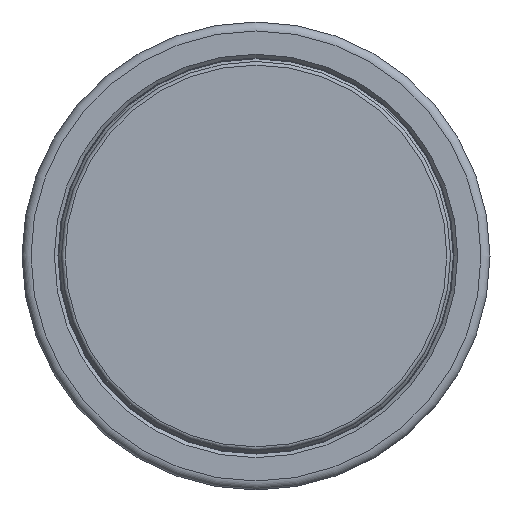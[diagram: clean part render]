
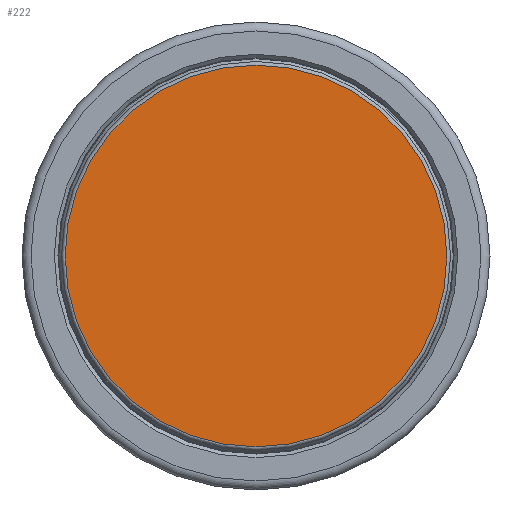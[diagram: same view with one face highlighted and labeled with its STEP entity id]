
A CAD part, top view. The second image highlights one B-rep face of the part: STEP entity #222.
In plain terms, the highlighted planar face has unit normal (0, 0, 1).
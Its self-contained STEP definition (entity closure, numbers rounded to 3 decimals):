
#222 = ADVANCED_FACE( '', ( #578 ), #579, .F. );
#578 = FACE_OUTER_BOUND( '', #1354, .T. );
#579 = PLANE( '', #1355 );
#1354 = EDGE_LOOP( '', ( #3755 ) );
#1355 = AXIS2_PLACEMENT_3D( '', #3756, #3757, #3758 );
#3755 = ORIENTED_EDGE( '', *, *, #4847, .T. );
#3756 = CARTESIAN_POINT( '', ( 10.8, 0., 90. ) );
#3757 = DIRECTION( '', ( 0., 0., -1. ) );
#3758 = DIRECTION( '', ( 1., 0., 0. ) );
#4847 = EDGE_CURVE( '', #5419, #5419, #5420, .F. );
#5419 = VERTEX_POINT( '', #7210 );
#5420 = CIRCLE( '', #7211, 10.6 );
#7210 = CARTESIAN_POINT( '', ( 10.6, 0., 90. ) );
#7211 = AXIS2_PLACEMENT_3D( '', #8607, #8608, #8609 );
#8607 = CARTESIAN_POINT( '', ( 0., 0., 90. ) );
#8608 = DIRECTION( '', ( 0., 0., -1. ) );
#8609 = DIRECTION( '', ( 1., 0., 0. ) );
